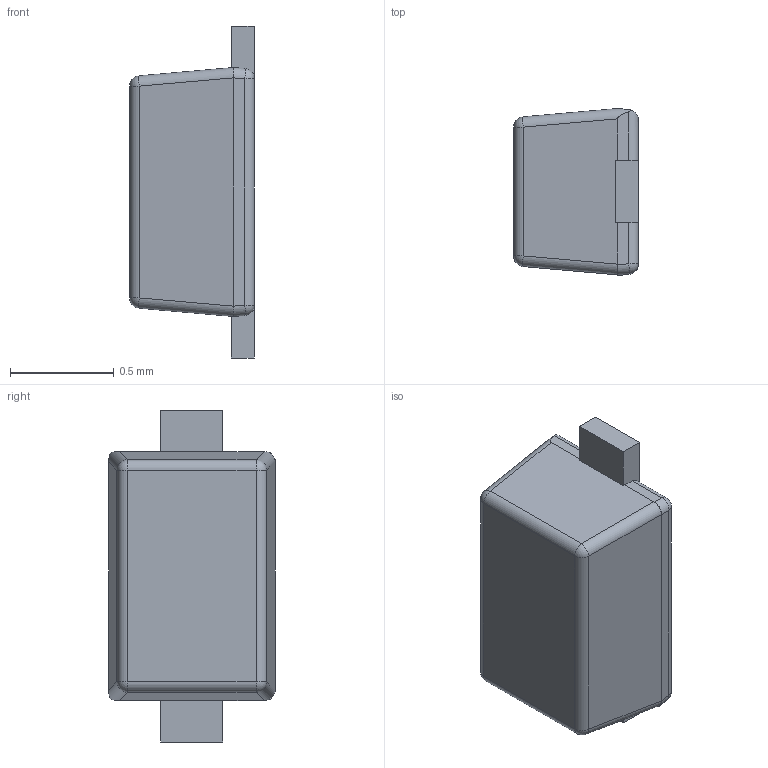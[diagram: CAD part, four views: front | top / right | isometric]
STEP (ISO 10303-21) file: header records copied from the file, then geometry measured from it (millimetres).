
FILE_DESCRIPTION(/* description */ ('Unknown'),/* implementation_level */ '2;1');
FILE_NAME(/* name */ 'SOD-523',/* time_stamp */ '2018-03-19T13:56:29+08:00',/* author */ ('Unknown'),/* organization */ ('Unknown'),/* preprocessor_version */ 'ST-DEVELOPER v16.7',/* originating_system */ 'DEX',/* authorisation */ $);
FILE_SCHEMA (('AUTOMOTIVE_DESIGN {1 0 10303 214 3 1 1}'));
Length unit declared in the file: millimetre
Products named in the file (3): SOD523 Asm; SOD523 LF; SOD523 compound
Assembly tree (2 placements, depth 2):
  SOD523 Asm
    SOD523 LF
    SOD523 compound
Bounding box: 0.6 x 0.8 x 1.6 mm (x, y, z)
Volume: 0.5 mm3; surface area: 5.3 mm2
Topology: 3 solids, 3 shells, 111 faces, 297 edges, 186 vertices
Faces by surface type: plane 65, cylinder 40, sphere 6
Entity records: 3496 total; most frequent: CARTESIAN_POINT 663, ORIENTED_EDGE 582, DIRECTION 573, EDGE_CURVE 291, AXIS2_PLACEMENT_3D 192, LINE 189, VECTOR 189, VERTEX_POINT 186
